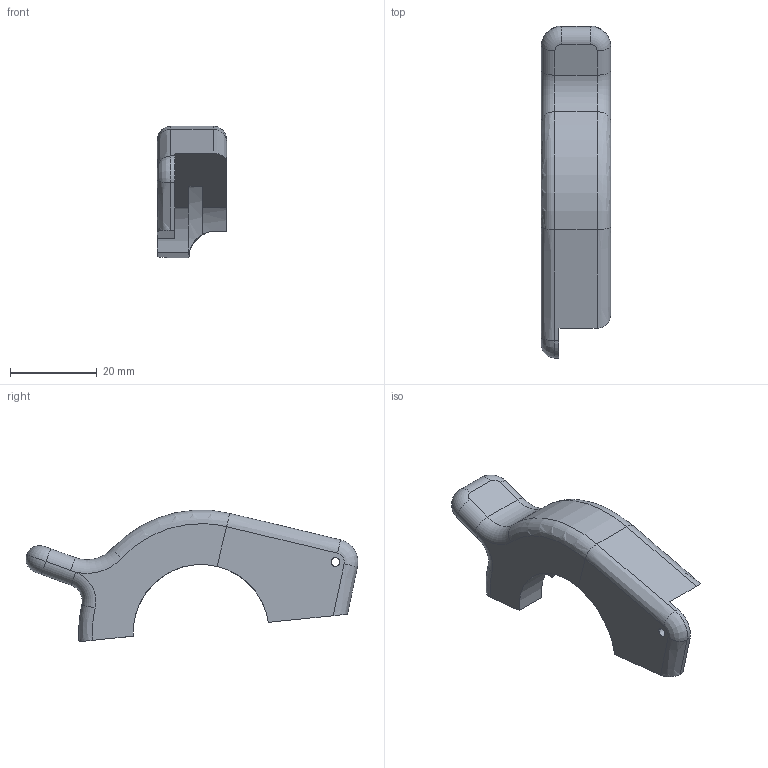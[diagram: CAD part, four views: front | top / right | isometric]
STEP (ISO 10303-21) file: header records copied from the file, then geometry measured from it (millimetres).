
FILE_DESCRIPTION(('CATIA V6 STEP','CAx-IF Rec.Pracs.--- Model Styling and Organization---1.2---2011-12-15'),'2;1');
FILE_NAME('Bloc-seringue-mobile.stp','2020-08-02T15:38:01+00:00',('NewPDM'),('Renault'),'CATIA Unofficial Packaging Version','DASSAULT SYSTEMES CATIA V6 STEP AP214','none');
FILE_SCHEMA(('AUTOMOTIVE_DESIGN { 1 0 10303 214 1 1 1 1 }'));
Length unit declared in the file: millimetre
Products named in the file (1): OCIM07AJP4
Bounding box: 15.99 x 76.5 x 30.28 mm (x, y, z)
Volume: 12768.7 mm3; surface area: 5643.5 mm2
Topology: 1 solids, 1 shells, 49 faces, 124 edges, 77 vertices
Faces by surface type: plane 16, cylinder 16, torus 8, revolution 5, extrusion 4
Entity records: 1639 total; most frequent: CARTESIAN_POINT 486, ORIENTED_EDGE 248, DIRECTION 191, EDGE_CURVE 124, AXIS2_PLACEMENT_3D 94, VERTEX_POINT 77, VECTOR 53, CIRCLE 53
